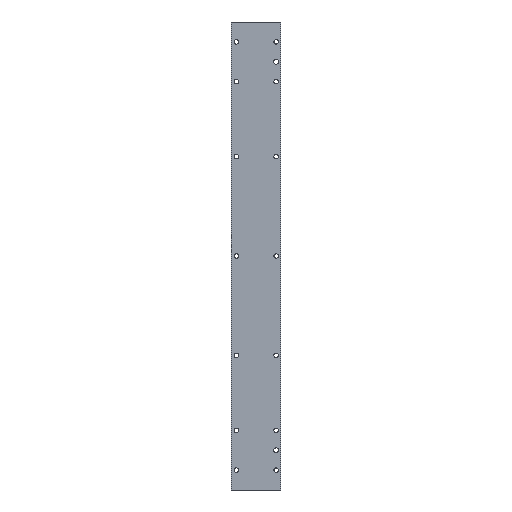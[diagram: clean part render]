
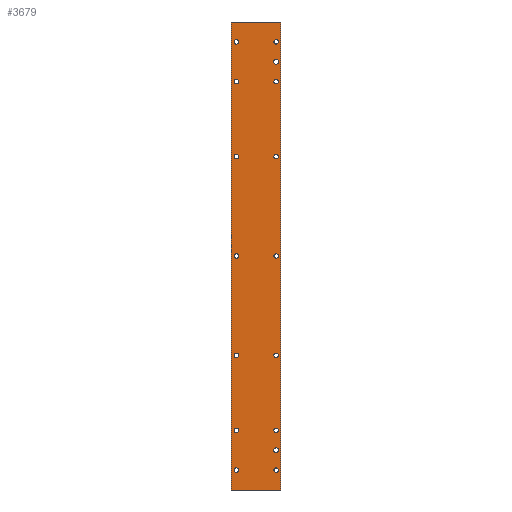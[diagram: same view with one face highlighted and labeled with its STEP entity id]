
A CAD part, left-side view. The second image highlights one B-rep face of the part: STEP entity #3679.
In plain terms, the highlighted planar face has unit normal (-1, 0, 0).
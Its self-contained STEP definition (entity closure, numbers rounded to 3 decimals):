
#99=CIRCLE('',#3968,2.25);
#100=CIRCLE('',#3969,2.25);
#101=CIRCLE('',#3970,2.25);
#102=CIRCLE('',#3971,2.25);
#103=CIRCLE('',#3972,2.25);
#104=CIRCLE('',#3973,2.25);
#105=CIRCLE('',#3974,2.25);
#106=CIRCLE('',#3975,2.25);
#107=CIRCLE('',#3976,2.25);
#108=CIRCLE('',#3977,2.25);
#109=CIRCLE('',#3978,2.25);
#110=CIRCLE('',#3979,2.25);
#111=CIRCLE('',#3980,2.25);
#112=CIRCLE('',#3981,2.25);
#113=CIRCLE('',#3982,2.5);
#114=CIRCLE('',#3983,2.5);
#742=ORIENTED_EDGE('',*,*,#1720,.T.);
#743=ORIENTED_EDGE('',*,*,#1721,.T.);
#744=ORIENTED_EDGE('',*,*,#1722,.T.);
#745=ORIENTED_EDGE('',*,*,#1723,.F.);
#746=ORIENTED_EDGE('',*,*,#1724,.F.);
#747=ORIENTED_EDGE('',*,*,#1725,.T.);
#748=ORIENTED_EDGE('',*,*,#1726,.T.);
#749=ORIENTED_EDGE('',*,*,#1727,.T.);
#750=ORIENTED_EDGE('',*,*,#1728,.T.);
#751=ORIENTED_EDGE('',*,*,#1729,.T.);
#752=ORIENTED_EDGE('',*,*,#1730,.T.);
#753=ORIENTED_EDGE('',*,*,#1731,.T.);
#754=ORIENTED_EDGE('',*,*,#1732,.T.);
#755=ORIENTED_EDGE('',*,*,#1733,.T.);
#756=ORIENTED_EDGE('',*,*,#1734,.T.);
#757=ORIENTED_EDGE('',*,*,#1735,.T.);
#758=ORIENTED_EDGE('',*,*,#1736,.T.);
#759=ORIENTED_EDGE('',*,*,#1737,.F.);
#760=ORIENTED_EDGE('',*,*,#1738,.F.);
#761=ORIENTED_EDGE('',*,*,#1718,.T.);
#1718=EDGE_CURVE('',#2159,#2158,#2522,.T.);
#1720=EDGE_CURVE('',#2160,#2160,#99,.T.);
#1721=EDGE_CURVE('',#2161,#2161,#100,.T.);
#1722=EDGE_CURVE('',#2162,#2162,#101,.T.);
#1723=EDGE_CURVE('',#2163,#2163,#102,.T.);
#1724=EDGE_CURVE('',#2164,#2164,#103,.T.);
#1725=EDGE_CURVE('',#2165,#2165,#104,.T.);
#1726=EDGE_CURVE('',#2166,#2166,#105,.T.);
#1727=EDGE_CURVE('',#2167,#2167,#106,.T.);
#1728=EDGE_CURVE('',#2168,#2168,#107,.T.);
#1729=EDGE_CURVE('',#2169,#2169,#108,.T.);
#1730=EDGE_CURVE('',#2170,#2170,#109,.T.);
#1731=EDGE_CURVE('',#2171,#2171,#110,.T.);
#1732=EDGE_CURVE('',#2172,#2172,#111,.T.);
#1733=EDGE_CURVE('',#2173,#2173,#112,.T.);
#1734=EDGE_CURVE('',#2174,#2174,#113,.T.);
#1735=EDGE_CURVE('',#2175,#2175,#114,.T.);
#1736=EDGE_CURVE('',#2158,#2176,#2523,.T.);
#1737=EDGE_CURVE('',#2177,#2176,#2524,.T.);
#1738=EDGE_CURVE('',#2159,#2177,#2525,.T.);
#2158=VERTEX_POINT('',#6023);
#2159=VERTEX_POINT('',#6025);
#2160=VERTEX_POINT('',#6029);
#2161=VERTEX_POINT('',#6031);
#2162=VERTEX_POINT('',#6033);
#2163=VERTEX_POINT('',#6035);
#2164=VERTEX_POINT('',#6037);
#2165=VERTEX_POINT('',#6039);
#2166=VERTEX_POINT('',#6041);
#2167=VERTEX_POINT('',#6043);
#2168=VERTEX_POINT('',#6045);
#2169=VERTEX_POINT('',#6047);
#2170=VERTEX_POINT('',#6049);
#2171=VERTEX_POINT('',#6051);
#2172=VERTEX_POINT('',#6053);
#2173=VERTEX_POINT('',#6055);
#2174=VERTEX_POINT('',#6057);
#2175=VERTEX_POINT('',#6059);
#2176=VERTEX_POINT('',#6061);
#2177=VERTEX_POINT('',#6063);
#2522=LINE('',#6024,#2848);
#2523=LINE('',#6060,#2849);
#2524=LINE('',#6062,#2850);
#2525=LINE('',#6064,#2851);
#2848=VECTOR('',#4761,1000.);
#2849=VECTOR('',#4798,1000.);
#2850=VECTOR('',#4799,1000.);
#2851=VECTOR('',#4800,1000.);
#3041=EDGE_LOOP('',(#742));
#3042=EDGE_LOOP('',(#743));
#3043=EDGE_LOOP('',(#744));
#3044=EDGE_LOOP('',(#745));
#3045=EDGE_LOOP('',(#746));
#3046=EDGE_LOOP('',(#747));
#3047=EDGE_LOOP('',(#748));
#3048=EDGE_LOOP('',(#749));
#3049=EDGE_LOOP('',(#750));
#3050=EDGE_LOOP('',(#751));
#3051=EDGE_LOOP('',(#752));
#3052=EDGE_LOOP('',(#753));
#3053=EDGE_LOOP('',(#754));
#3054=EDGE_LOOP('',(#755));
#3055=EDGE_LOOP('',(#756));
#3056=EDGE_LOOP('',(#757));
#3057=EDGE_LOOP('',(#758,#759,#760,#761));
#3297=FACE_BOUND('',#3041,.T.);
#3298=FACE_BOUND('',#3042,.T.);
#3299=FACE_BOUND('',#3043,.T.);
#3300=FACE_BOUND('',#3044,.T.);
#3301=FACE_BOUND('',#3045,.T.);
#3302=FACE_BOUND('',#3046,.T.);
#3303=FACE_BOUND('',#3047,.T.);
#3304=FACE_BOUND('',#3048,.T.);
#3305=FACE_BOUND('',#3049,.T.);
#3306=FACE_BOUND('',#3050,.T.);
#3307=FACE_BOUND('',#3051,.T.);
#3308=FACE_BOUND('',#3052,.T.);
#3309=FACE_BOUND('',#3053,.T.);
#3310=FACE_BOUND('',#3054,.T.);
#3311=FACE_BOUND('',#3055,.T.);
#3312=FACE_BOUND('',#3056,.T.);
#3313=FACE_BOUND('',#3057,.T.);
#3534=PLANE('',#3967);
#3679=ADVANCED_FACE('',(#3297,#3298,#3299,#3300,#3301,#3302,#3303,#3304,
#3305,#3306,#3307,#3308,#3309,#3310,#3311,#3312,#3313),#3534,.F.);
#3967=AXIS2_PLACEMENT_3D('',#6027,#4764,#4765);
#3968=AXIS2_PLACEMENT_3D('',#6028,#4766,#4767);
#3969=AXIS2_PLACEMENT_3D('',#6030,#4768,#4769);
#3970=AXIS2_PLACEMENT_3D('',#6032,#4770,#4771);
#3971=AXIS2_PLACEMENT_3D('',#6034,#4772,#4773);
#3972=AXIS2_PLACEMENT_3D('',#6036,#4774,#4775);
#3973=AXIS2_PLACEMENT_3D('',#6038,#4776,#4777);
#3974=AXIS2_PLACEMENT_3D('',#6040,#4778,#4779);
#3975=AXIS2_PLACEMENT_3D('',#6042,#4780,#4781);
#3976=AXIS2_PLACEMENT_3D('',#6044,#4782,#4783);
#3977=AXIS2_PLACEMENT_3D('',#6046,#4784,#4785);
#3978=AXIS2_PLACEMENT_3D('',#6048,#4786,#4787);
#3979=AXIS2_PLACEMENT_3D('',#6050,#4788,#4789);
#3980=AXIS2_PLACEMENT_3D('',#6052,#4790,#4791);
#3981=AXIS2_PLACEMENT_3D('',#6054,#4792,#4793);
#3982=AXIS2_PLACEMENT_3D('',#6056,#4794,#4795);
#3983=AXIS2_PLACEMENT_3D('',#6058,#4796,#4797);
#4761=DIRECTION('',(0.,0.,1.));
#4764=DIRECTION('',(1.,0.,0.));
#4765=DIRECTION('',(0.,0.,-1.));
#4766=DIRECTION('',(1.,0.,0.));
#4767=DIRECTION('',(0.,0.,-1.));
#4768=DIRECTION('',(1.,0.,0.));
#4769=DIRECTION('',(0.,0.,-1.));
#4770=DIRECTION('',(1.,0.,0.));
#4771=DIRECTION('',(0.,0.,-1.));
#4772=DIRECTION('',(-1.,0.,0.));
#4773=DIRECTION('',(0.,0.,1.));
#4774=DIRECTION('',(-1.,0.,0.));
#4775=DIRECTION('',(0.,0.,1.));
#4776=DIRECTION('',(1.,0.,0.));
#4777=DIRECTION('',(0.,0.,-1.));
#4778=DIRECTION('',(1.,0.,0.));
#4779=DIRECTION('',(0.,0.,-1.));
#4780=DIRECTION('',(1.,0.,0.));
#4781=DIRECTION('',(0.,0.,-1.));
#4782=DIRECTION('',(1.,0.,0.));
#4783=DIRECTION('',(0.,0.,-1.));
#4784=DIRECTION('',(1.,0.,0.));
#4785=DIRECTION('',(0.,0.,-1.));
#4786=DIRECTION('',(1.,0.,0.));
#4787=DIRECTION('',(0.,0.,-1.));
#4788=DIRECTION('',(1.,0.,0.));
#4789=DIRECTION('',(0.,0.,-1.));
#4790=DIRECTION('',(1.,0.,0.));
#4791=DIRECTION('',(0.,0.,-1.));
#4792=DIRECTION('',(1.,0.,0.));
#4793=DIRECTION('',(0.,0.,-1.));
#4794=DIRECTION('',(1.,0.,0.));
#4795=DIRECTION('',(0.,0.,-1.));
#4796=DIRECTION('',(1.,0.,0.));
#4797=DIRECTION('',(0.,0.,-1.));
#4798=DIRECTION('',(0.,1.,0.));
#4799=DIRECTION('',(0.,0.,1.));
#4800=DIRECTION('',(0.,1.,0.));
#6023=CARTESIAN_POINT('',(0.,0.2,235.5));
#6024=CARTESIAN_POINT('',(0.,0.2,-235.5));
#6025=CARTESIAN_POINT('',(0.,0.2,-235.5));
#6027=CARTESIAN_POINT('',(0.,0.2,-235.5));
#6028=CARTESIAN_POINT('',(0.,4.75,0.));
#6029=CARTESIAN_POINT('',(0.,4.75,-2.25));
#6030=CARTESIAN_POINT('',(0.,4.75,100.));
#6031=CARTESIAN_POINT('',(0.,4.75,97.75));
#6032=CARTESIAN_POINT('',(0.,4.75,-100.));
#6033=CARTESIAN_POINT('',(0.,4.75,-102.25));
#6034=CARTESIAN_POINT('',(0.,4.75,215.5));
#6035=CARTESIAN_POINT('',(0.,4.75,217.75));
#6036=CARTESIAN_POINT('',(0.,4.75,175.5));
#6037=CARTESIAN_POINT('',(0.,4.75,177.75));
#6038=CARTESIAN_POINT('',(0.,4.75,-175.5));
#6039=CARTESIAN_POINT('',(0.,4.75,-177.75));
#6040=CARTESIAN_POINT('',(0.,4.75,-215.5));
#6041=CARTESIAN_POINT('',(0.,4.75,-217.75));
#6042=CARTESIAN_POINT('',(0.,44.75,0.));
#6043=CARTESIAN_POINT('',(0.,44.75,-2.25));
#6044=CARTESIAN_POINT('',(0.,44.75,100.));
#6045=CARTESIAN_POINT('',(0.,44.75,97.75));
#6046=CARTESIAN_POINT('',(0.,44.75,-100.));
#6047=CARTESIAN_POINT('',(0.,44.75,-102.25));
#6048=CARTESIAN_POINT('',(0.,44.75,175.5));
#6049=CARTESIAN_POINT('',(0.,44.75,173.25));
#6050=CARTESIAN_POINT('',(0.,44.75,215.5));
#6051=CARTESIAN_POINT('',(0.,44.75,213.25));
#6052=CARTESIAN_POINT('',(0.,44.75,-175.5));
#6053=CARTESIAN_POINT('',(0.,44.75,-177.75));
#6054=CARTESIAN_POINT('',(0.,44.75,-215.5));
#6055=CARTESIAN_POINT('',(0.,44.75,-217.75));
#6056=CARTESIAN_POINT('',(0.,4.75,195.5));
#6057=CARTESIAN_POINT('',(0.,4.75,193.));
#6058=CARTESIAN_POINT('',(0.,4.75,-195.5));
#6059=CARTESIAN_POINT('',(0.,4.75,-198.));
#6060=CARTESIAN_POINT('',(0.,0.2,235.5));
#6061=CARTESIAN_POINT('',(0.,49.8,235.5));
#6062=CARTESIAN_POINT('',(0.,49.8,-235.5));
#6063=CARTESIAN_POINT('',(0.,49.8,-235.5));
#6064=CARTESIAN_POINT('',(0.,0.2,-235.5));
